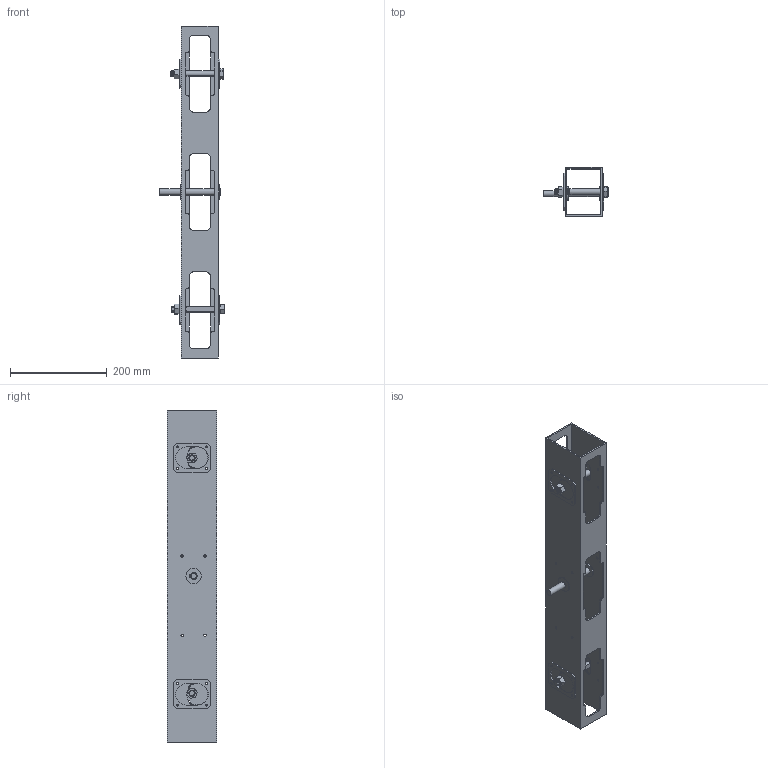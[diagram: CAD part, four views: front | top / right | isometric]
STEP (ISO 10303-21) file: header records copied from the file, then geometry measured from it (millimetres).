
FILE_DESCRIPTION((''),'2;1');
FILE_NAME('rb_chassis_side_27_asm.stp','2009-11-29T09:16:42',('ajlapp'),(''),'Autodesk Inventor 2009','Autodesk Inventor 2009','');
FILE_SCHEMA(('AUTOMOTIVE_DESIGN { 1 0 10303 214 1 1 1 1 }'));
Length unit declared in the file: inch
Products named in the file (9): bf_chassis_side_asm_short.iam (no wheels); rb_chassis_tube_short; .5_ball_bearing; bf_axle_bolt_4in; rb_cam; bf_axle_nut; FIRST_drive_shaft; snap_ring_97633A200; rb_cam_pocket
Assembly tree (18 placements, depth 2):
  bf_chassis_side_asm_short.iam (no wheels)
    rb_chassis_tube_short
    .5_ball_bearing  x2
    bf_axle_bolt_4in  x2
    rb_cam  x4
    bf_axle_nut  x2
    FIRST_drive_shaft
    snap_ring_97633A200  x2
    rb_cam_pocket  x4
Bounding box: 133.3 x 101.6 x 685.8 mm (x, y, z)
Volume: 686050.1 mm3; surface area: 443490.3 mm2
Topology: 18 solids, 18 shells, 570 faces, 1658 edges, 1128 vertices
Faces by surface type: cylinder 215, plane 203, cone 116, bspline 34, torus 2
Full cylindrical faces by diameter (mm): 1.194 x4, 5.08 x8, 10.585 x10, 12.7 x12, 28.575 x4, 31.573 x2, 43.942 x4
Entity records: 12609 total; most frequent: CARTESIAN_POINT 3421, ORIENTED_EDGE 1862, DIRECTION 1804, EDGE_CURVE 931, AXIS2_PLACEMENT_3D 695, VERTEX_POINT 664, EDGE_LOOP 503, VECTOR 414
